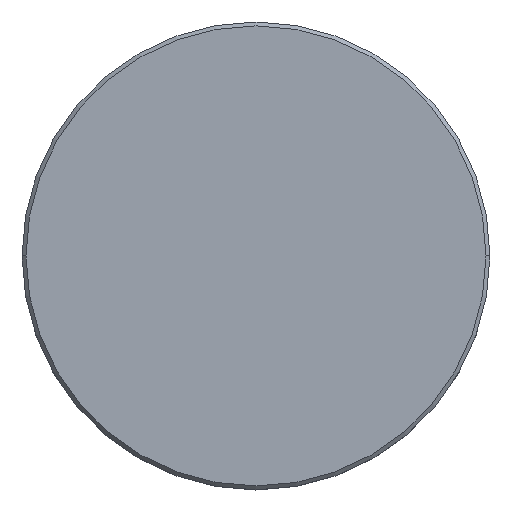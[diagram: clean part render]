
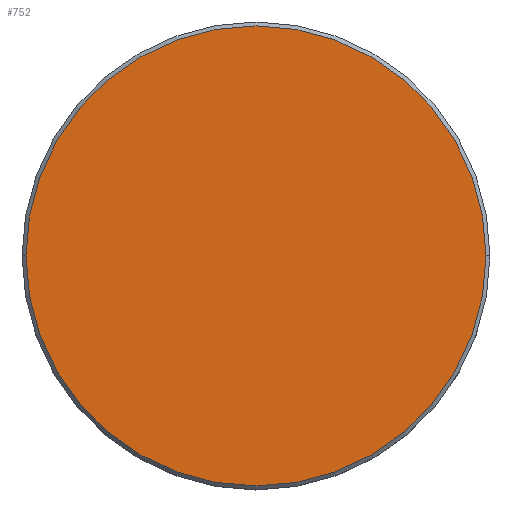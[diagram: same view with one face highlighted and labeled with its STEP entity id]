
A CAD part, top view. The second image highlights one B-rep face of the part: STEP entity #752.
In plain terms, the highlighted planar face has unit normal (0, 0, 1).
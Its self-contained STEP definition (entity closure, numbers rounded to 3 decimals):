
#140 = DIRECTION ( 'NONE',  ( 0., 0., 1. ) ) ;
#174 = VERTEX_POINT ( 'NONE', #1078 ) ;
#193 = ORIENTED_EDGE ( 'NONE', *, *, #577, .T. ) ;
#194 = FACE_OUTER_BOUND ( 'NONE', #425, .T. ) ;
#203 = CARTESIAN_POINT ( 'NONE',  ( 0., 0., 0. ) ) ;
#218 = AXIS2_PLACEMENT_3D ( 'NONE', #535, #1006, #900 ) ;
#268 = CIRCLE ( 'NONE', #218, 29.5 ) ;
#376 = EDGE_CURVE ( 'NONE', #174, #551, #468, .T. ) ;
#425 = EDGE_LOOP ( 'NONE', ( #193, #1039 ) ) ;
#460 = CARTESIAN_POINT ( 'NONE',  ( -29.5, 0., 0. ) ) ;
#464 = DIRECTION ( 'NONE',  ( 0., 0., 1. ) ) ;
#468 = CIRCLE ( 'NONE', #825, 29.5 ) ;
#535 = CARTESIAN_POINT ( 'NONE',  ( 0., 0., 0. ) ) ;
#551 = VERTEX_POINT ( 'NONE', #460 ) ;
#577 = EDGE_CURVE ( 'NONE', #551, #174, #268, .T. ) ;
#752 = ADVANCED_FACE ( 'NONE', ( #194 ), #929, .T. ) ;
#819 = AXIS2_PLACEMENT_3D ( 'NONE', #203, #464, #920 ) ;
#825 = AXIS2_PLACEMENT_3D ( 'NONE', #1148, #140, #1062 ) ;
#900 = DIRECTION ( 'NONE',  ( 1., 0., 0. ) ) ;
#920 = DIRECTION ( 'NONE',  ( 1., 0., 0. ) ) ;
#929 = PLANE ( 'NONE',  #819 ) ;
#1006 = DIRECTION ( 'NONE',  ( 0., 0., 1. ) ) ;
#1039 = ORIENTED_EDGE ( 'NONE', *, *, #376, .T. ) ;
#1062 = DIRECTION ( 'NONE',  ( 1., 0., 0. ) ) ;
#1078 = CARTESIAN_POINT ( 'NONE',  ( 29.5, 0., 0. ) ) ;
#1148 = CARTESIAN_POINT ( 'NONE',  ( 0., 0., 0. ) ) ;
